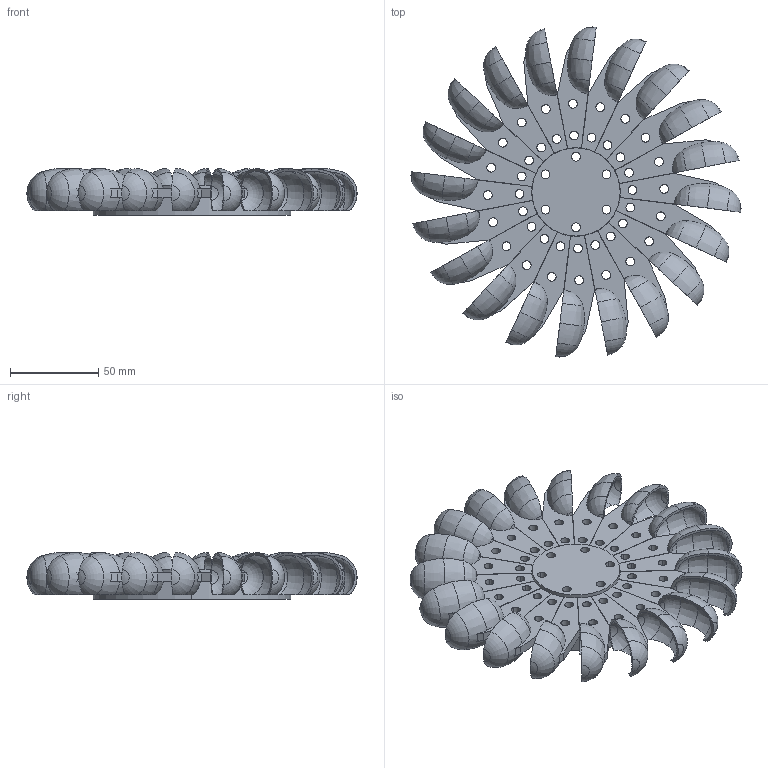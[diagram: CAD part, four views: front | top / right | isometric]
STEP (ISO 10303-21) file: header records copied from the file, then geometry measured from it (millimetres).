
FILE_DESCRIPTION(('CATIA V5 STEP Exchange'),'2;1');
FILE_NAME('turgo assembly.stp','2013-10-07T03:43:17+00:00',('none'),('none'),'CATIA Version 5 Release 18 GA (IN-10)','CATIA V5 STEP AP203','none');
FILE_SCHEMA(('CONFIG_CONTROL_DESIGN'));
Length unit declared in the file: millimetre
Products named in the file (1): Product1
Assembly tree (21 placements, depth 2):
  Product1
    #56
    #3221  x20
Bounding box: 187.12 x 187.12 x 26.5 mm (x, y, z)
Volume: 186617.6 mm3; surface area: 113523.8 mm2
Topology: 21 solids, 21 shells, 679 faces, 1988 edges, 1292 vertices
Faces by surface type: revolution 200, cylinder 196, plane 183, sphere 100
Entity records: 4539 total; most frequent: CARTESIAN_POINT 961, ORIENTED_EDGE 740, DIRECTION 570, EDGE_CURVE 370, AXIS2_PLACEMENT_3D 338, VERTEX_POINT 247, CIRCLE 231, EDGE_LOOP 225
